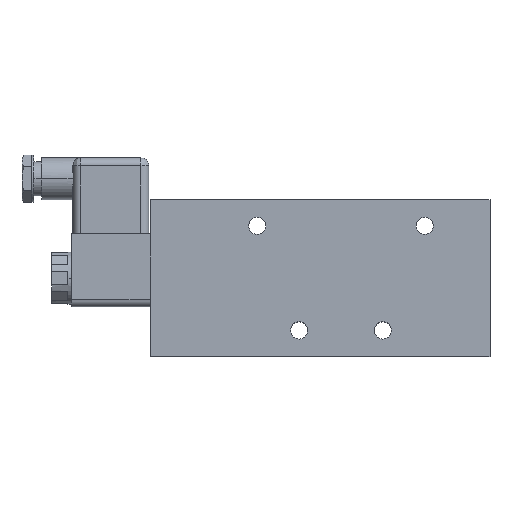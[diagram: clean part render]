
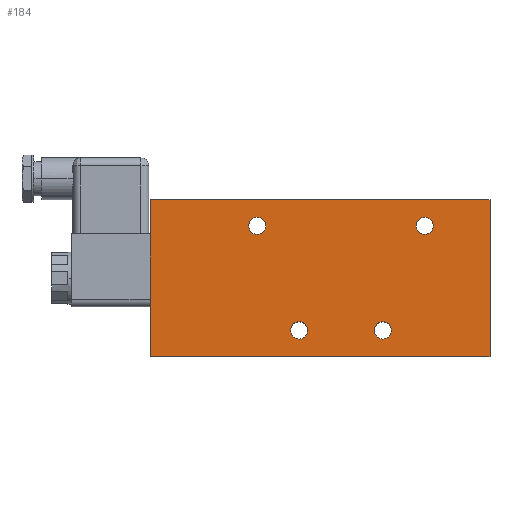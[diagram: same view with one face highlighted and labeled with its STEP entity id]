
A CAD part, top view. The second image highlights one B-rep face of the part: STEP entity #184.
In plain terms, the highlighted planar face has unit normal (0, 0, 1).
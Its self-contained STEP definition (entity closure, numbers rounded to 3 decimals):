
#22 = ORIENTED_EDGE ( 'NONE', *, *, #1470, .F. ) ;
#36 = LINE ( 'NONE', #3722, #2365 ) ;
#59 = CARTESIAN_POINT ( 'NONE',  ( -29., 37.3, 30. ) ) ;
#71 = ORIENTED_EDGE ( 'NONE', *, *, #239, .F. ) ;
#109 = CARTESIAN_POINT ( 'NONE',  ( -5., -16., 30. ) ) ;
#116 = VECTOR ( 'NONE', #2602, 1000. ) ;
#135 = AXIS2_PLACEMENT_3D ( 'NONE', #943, #2962, #1226 ) ;
#138 = DIRECTION ( 'NONE',  ( 0., 0., 1. ) ) ;
#184 = ADVANCED_FACE ( 'NONE', ( #1662, #2428, #3107, #2354, #1563 ), #549, .T. ) ;
#210 = DIRECTION ( 'NONE',  ( 0., 1., 0. ) ) ;
#239 = EDGE_CURVE ( 'NONE', #355, #1443, #3175, .T. ) ;
#255 = EDGE_LOOP ( 'NONE', ( #2663, #1545 ) ) ;
#287 = LINE ( 'NONE', #109, #3274 ) ;
#322 = VERTEX_POINT ( 'NONE', #1913 ) ;
#327 = CARTESIAN_POINT ( 'NONE',  ( 19., -6., 30. ) ) ;
#342 = CIRCLE ( 'NONE', #2763, 3.3 ) ;
#355 = VERTEX_POINT ( 'NONE', #722 ) ;
#360 = DIRECTION ( 'NONE',  ( 0., -1., 0. ) ) ;
#434 = VERTEX_POINT ( 'NONE', #970 ) ;
#507 = CARTESIAN_POINT ( 'NONE',  ( -13., -6., 30. ) ) ;
#530 = VERTEX_POINT ( 'NONE', #3118 ) ;
#549 = PLANE ( 'NONE',  #2764 ) ;
#611 = DIRECTION ( 'NONE',  ( 0., 1., 0. ) ) ;
#669 = CIRCLE ( 'NONE', #3004, 3.3 ) ;
#673 = VERTEX_POINT ( 'NONE', #3593 ) ;
#689 = EDGE_CURVE ( 'NONE', #2717, #1611, #1999, .T. ) ;
#701 = ORIENTED_EDGE ( 'NONE', *, *, #689, .F. ) ;
#722 = CARTESIAN_POINT ( 'NONE',  ( -13., -9.3, 30. ) ) ;
#822 = CARTESIAN_POINT ( 'NONE',  ( 19., -9.3, 30. ) ) ;
#832 = DIRECTION ( 'NONE',  ( 0., 0., 1. ) ) ;
#855 = CARTESIAN_POINT ( 'NONE',  ( -13., -2.7, 30. ) ) ;
#861 = CARTESIAN_POINT ( 'NONE',  ( 19., -6., 30. ) ) ;
#878 = CARTESIAN_POINT ( 'NONE',  ( 35., 37.3, 30. ) ) ;
#886 = EDGE_LOOP ( 'NONE', ( #3279, #1751 ) ) ;
#903 = AXIS2_PLACEMENT_3D ( 'NONE', #1512, #3527, #1815 ) ;
#911 = ORIENTED_EDGE ( 'NONE', *, *, #998, .F. ) ;
#921 = CARTESIAN_POINT ( 'NONE',  ( -29., 34., 30. ) ) ;
#943 = CARTESIAN_POINT ( 'NONE',  ( -29., 34., 30. ) ) ;
#970 = CARTESIAN_POINT ( 'NONE',  ( -29., 30.7, 30. ) ) ;
#998 = EDGE_CURVE ( 'NONE', #1010, #530, #36, .T. ) ;
#1010 = VERTEX_POINT ( 'NONE', #3730 ) ;
#1016 = EDGE_CURVE ( 'NONE', #3334, #3267, #3702, .T. ) ;
#1090 = EDGE_CURVE ( 'NONE', #3267, #3334, #2754, .T. ) ;
#1133 = CARTESIAN_POINT ( 'NONE',  ( 35., 34., 30. ) ) ;
#1140 = DIRECTION ( 'NONE',  ( 0., 1., 0. ) ) ;
#1168 = EDGE_CURVE ( 'NONE', #1443, #355, #3254, .T. ) ;
#1213 = DIRECTION ( 'NONE',  ( 0., 1., 0. ) ) ;
#1226 = DIRECTION ( 'NONE',  ( 0., 1., 0. ) ) ;
#1285 = ORIENTED_EDGE ( 'NONE', *, *, #2780, .F. ) ;
#1432 = DIRECTION ( 'NONE',  ( 0., 1., 0. ) ) ;
#1443 = VERTEX_POINT ( 'NONE', #855 ) ;
#1470 = EDGE_CURVE ( 'NONE', #530, #673, #2437, .T. ) ;
#1512 = CARTESIAN_POINT ( 'NONE',  ( -13., -6., 30. ) ) ;
#1545 = ORIENTED_EDGE ( 'NONE', *, *, #1090, .F. ) ;
#1563 = FACE_OUTER_BOUND ( 'NONE', #2303, .T. ) ;
#1611 = VERTEX_POINT ( 'NONE', #3255 ) ;
#1621 = ORIENTED_EDGE ( 'NONE', *, *, #1168, .F. ) ;
#1662 = FACE_BOUND ( 'NONE', #255, .T. ) ;
#1751 = ORIENTED_EDGE ( 'NONE', *, *, #2770, .F. ) ;
#1754 = AXIS2_PLACEMENT_3D ( 'NONE', #861, #2879, #1140 ) ;
#1799 = LINE ( 'NONE', #2098, #1976 ) ;
#1815 = DIRECTION ( 'NONE',  ( 0., 1., 0. ) ) ;
#1850 = ORIENTED_EDGE ( 'NONE', *, *, #3619, .F. ) ;
#1890 = CARTESIAN_POINT ( 'NONE',  ( 35., 34., 30. ) ) ;
#1913 = CARTESIAN_POINT ( 'NONE',  ( 60., -16., 30. ) ) ;
#1923 = EDGE_CURVE ( 'NONE', #1611, #2717, #669, .T. ) ;
#1976 = VECTOR ( 'NONE', #360, 1000. ) ;
#1999 = CIRCLE ( 'NONE', #2676, 3.3 ) ;
#2098 = CARTESIAN_POINT ( 'NONE',  ( 60., 14., 30. ) ) ;
#2180 = DIRECTION ( 'NONE',  ( 0., 1., 0. ) ) ;
#2191 = CIRCLE ( 'NONE', #135, 3.3 ) ;
#2255 = DIRECTION ( 'NONE',  ( 0., 0., 1. ) ) ;
#2303 = EDGE_LOOP ( 'NONE', ( #22, #911, #1850, #1285 ) ) ;
#2354 = FACE_BOUND ( 'NONE', #2371, .T. ) ;
#2364 = DIRECTION ( 'NONE',  ( 0., 0., 1. ) ) ;
#2365 = VECTOR ( 'NONE', #2557, 1000. ) ;
#2371 = EDGE_LOOP ( 'NONE', ( #701, #2889 ) ) ;
#2428 = FACE_BOUND ( 'NONE', #2534, .T. ) ;
#2437 = LINE ( 'NONE', #2890, #116 ) ;
#2534 = EDGE_LOOP ( 'NONE', ( #1621, #71 ) ) ;
#2557 = DIRECTION ( 'NONE',  ( 0., 1., 0. ) ) ;
#2572 = DIRECTION ( 'NONE',  ( 1., 0., 0. ) ) ;
#2602 = DIRECTION ( 'NONE',  ( 1., 0., 0. ) ) ;
#2663 = ORIENTED_EDGE ( 'NONE', *, *, #1016, .F. ) ;
#2676 = AXIS2_PLACEMENT_3D ( 'NONE', #1890, #138, #2180 ) ;
#2717 = VERTEX_POINT ( 'NONE', #878 ) ;
#2754 = CIRCLE ( 'NONE', #3300, 3.3 ) ;
#2763 = AXIS2_PLACEMENT_3D ( 'NONE', #921, #2951, #1213 ) ;
#2764 = AXIS2_PLACEMENT_3D ( 'NONE', #2857, #832, #2572 ) ;
#2770 = EDGE_CURVE ( 'NONE', #434, #2785, #342, .T. ) ;
#2780 = EDGE_CURVE ( 'NONE', #673, #322, #1799, .T. ) ;
#2785 = VERTEX_POINT ( 'NONE', #59 ) ;
#2857 = CARTESIAN_POINT ( 'NONE',  ( -70., -16., 30. ) ) ;
#2869 = CARTESIAN_POINT ( 'NONE',  ( 19., -2.7, 30. ) ) ;
#2879 = DIRECTION ( 'NONE',  ( 0., 0., 1. ) ) ;
#2889 = ORIENTED_EDGE ( 'NONE', *, *, #1923, .F. ) ;
#2890 = CARTESIAN_POINT ( 'NONE',  ( -5., 44., 30. ) ) ;
#2951 = DIRECTION ( 'NONE',  ( 0., 0., 1. ) ) ;
#2962 = DIRECTION ( 'NONE',  ( 0., 0., 1. ) ) ;
#3004 = AXIS2_PLACEMENT_3D ( 'NONE', #1133, #3171, #1432 ) ;
#3107 = FACE_BOUND ( 'NONE', #886, .T. ) ;
#3118 = CARTESIAN_POINT ( 'NONE',  ( -70., 44., 30. ) ) ;
#3171 = DIRECTION ( 'NONE',  ( 0., 0., 1. ) ) ;
#3175 = CIRCLE ( 'NONE', #3530, 3.3 ) ;
#3254 = CIRCLE ( 'NONE', #903, 3.3 ) ;
#3255 = CARTESIAN_POINT ( 'NONE',  ( 35., 30.7, 30. ) ) ;
#3267 = VERTEX_POINT ( 'NONE', #822 ) ;
#3274 = VECTOR ( 'NONE', #3294, 1000. ) ;
#3279 = ORIENTED_EDGE ( 'NONE', *, *, #3522, .F. ) ;
#3294 = DIRECTION ( 'NONE',  ( -1., 0., 0. ) ) ;
#3300 = AXIS2_PLACEMENT_3D ( 'NONE', #327, #2364, #611 ) ;
#3334 = VERTEX_POINT ( 'NONE', #2869 ) ;
#3522 = EDGE_CURVE ( 'NONE', #2785, #434, #2191, .T. ) ;
#3527 = DIRECTION ( 'NONE',  ( 0., 0., 1. ) ) ;
#3530 = AXIS2_PLACEMENT_3D ( 'NONE', #507, #2255, #210 ) ;
#3593 = CARTESIAN_POINT ( 'NONE',  ( 60., 44., 30. ) ) ;
#3619 = EDGE_CURVE ( 'NONE', #322, #1010, #287, .T. ) ;
#3702 = CIRCLE ( 'NONE', #1754, 3.3 ) ;
#3722 = CARTESIAN_POINT ( 'NONE',  ( -70., 14., 30. ) ) ;
#3730 = CARTESIAN_POINT ( 'NONE',  ( -70., -16., 30. ) ) ;
